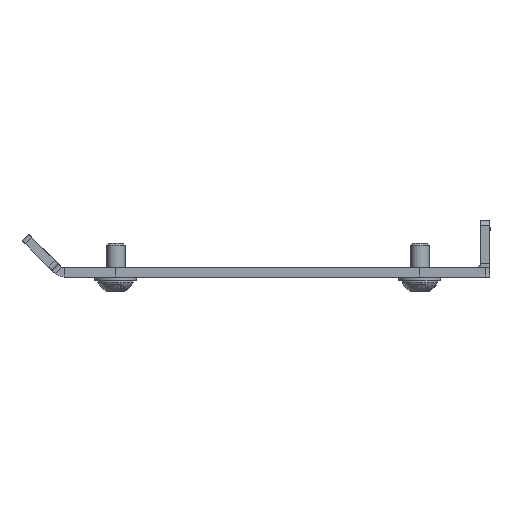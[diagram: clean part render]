
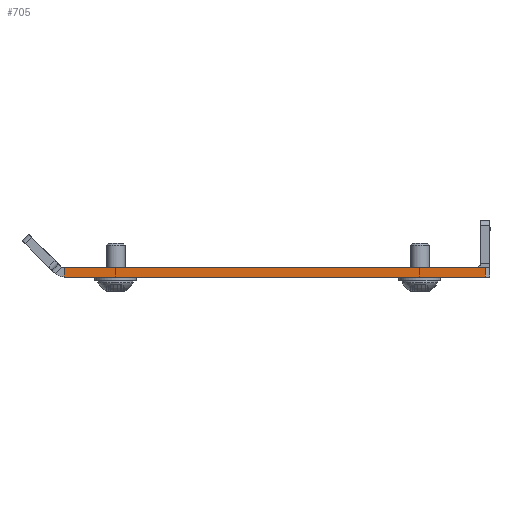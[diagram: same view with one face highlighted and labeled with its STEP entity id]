
A CAD part, left-side view. The second image highlights one B-rep face of the part: STEP entity #705.
In plain terms, the highlighted planar face has unit normal (-1, 0, 0).
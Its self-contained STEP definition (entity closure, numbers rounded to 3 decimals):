
#123 = LINE ( 'NONE', #2049, #1419 ) ;
#151 = CARTESIAN_POINT ( 'NONE',  ( -322.5, -45.5, 0. ) ) ;
#394 = DIRECTION ( 'NONE',  ( 0., 0., 1. ) ) ;
#547 = CARTESIAN_POINT ( 'NONE',  ( -322.5, -44.5, 2. ) ) ;
#705 = ADVANCED_FACE ( 'NONE', ( #730 ), #2162, .F. ) ;
#722 = ORIENTED_EDGE ( 'NONE', *, *, #939, .T. ) ;
#730 = FACE_OUTER_BOUND ( 'NONE', #2852, .T. ) ;
#803 = LINE ( 'NONE', #1334, #1874 ) ;
#843 = CARTESIAN_POINT ( 'NONE',  ( -322.5, -44.5, 2. ) ) ;
#872 = ORIENTED_EDGE ( 'NONE', *, *, #1643, .F. ) ;
#896 = VERTEX_POINT ( 'NONE', #2751 ) ;
#939 = EDGE_CURVE ( 'NONE', #2621, #1392, #1615, .T. ) ;
#945 = ORIENTED_EDGE ( 'NONE', *, *, #1704, .T. ) ;
#1155 = CARTESIAN_POINT ( 'NONE',  ( -322.5, -45.5, 2. ) ) ;
#1235 = CARTESIAN_POINT ( 'NONE',  ( -322.5, 45.5, 0. ) ) ;
#1334 = CARTESIAN_POINT ( 'NONE',  ( -322.5, -45.5, 2. ) ) ;
#1392 = VERTEX_POINT ( 'NONE', #547 ) ;
#1419 = VECTOR ( 'NONE', #2994, 1000. ) ;
#1594 = DIRECTION ( 'NONE',  ( 0., -1., 0. ) ) ;
#1615 = LINE ( 'NONE', #843, #2321 ) ;
#1631 = ORIENTED_EDGE ( 'NONE', *, *, #2921, .T. ) ;
#1643 = EDGE_CURVE ( 'NONE', #896, #1392, #803, .T. ) ;
#1701 = DIRECTION ( 'NONE',  ( 1., 0., 0. ) ) ;
#1704 = EDGE_CURVE ( 'NONE', #896, #2048, #123, .T. ) ;
#1778 = CARTESIAN_POINT ( 'NONE',  ( -322.5, -44.5, 0. ) ) ;
#1874 = VECTOR ( 'NONE', #1594, 1000. ) ;
#2034 = VECTOR ( 'NONE', #2998, 1000. ) ;
#2048 = VERTEX_POINT ( 'NONE', #1235 ) ;
#2049 = CARTESIAN_POINT ( 'NONE',  ( -322.5, 45.5, 2. ) ) ;
#2131 = DIRECTION ( 'NONE',  ( 0., 0., -1. ) ) ;
#2162 = PLANE ( 'NONE',  #2864 ) ;
#2269 = LINE ( 'NONE', #151, #2034 ) ;
#2321 = VECTOR ( 'NONE', #394, 1000. ) ;
#2621 = VERTEX_POINT ( 'NONE', #1778 ) ;
#2751 = CARTESIAN_POINT ( 'NONE',  ( -322.5, 45.5, 2. ) ) ;
#2852 = EDGE_LOOP ( 'NONE', ( #1631, #722, #872, #945 ) ) ;
#2864 = AXIS2_PLACEMENT_3D ( 'NONE', #1155, #1701, #2131 ) ;
#2921 = EDGE_CURVE ( 'NONE', #2048, #2621, #2269, .T. ) ;
#2994 = DIRECTION ( 'NONE',  ( 0., 0., -1. ) ) ;
#2998 = DIRECTION ( 'NONE',  ( 0., -1., 0. ) ) ;
